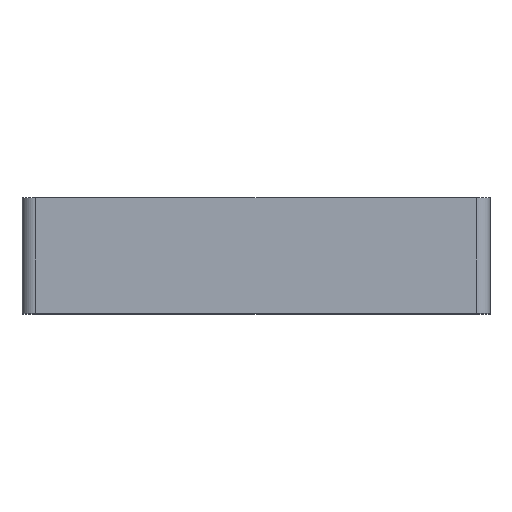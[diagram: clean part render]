
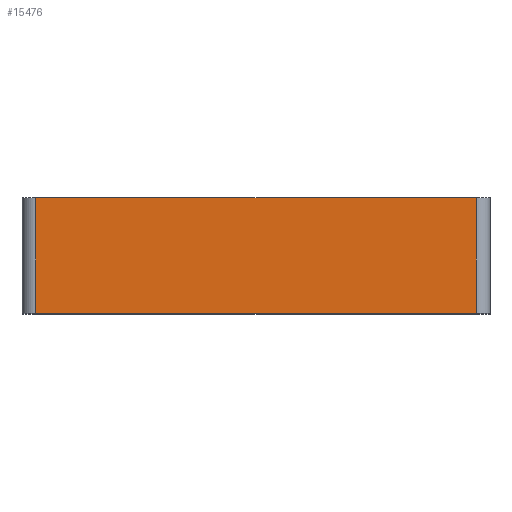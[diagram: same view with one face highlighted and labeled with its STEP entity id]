
A CAD part, top view. The second image highlights one B-rep face of the part: STEP entity #15476.
In plain terms, the highlighted planar face has unit normal (0, 0, 1).
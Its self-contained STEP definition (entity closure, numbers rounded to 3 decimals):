
#1450=PLANE('',#17199);
#2261=FACE_OUTER_BOUND('',#3587,.T.);
#3587=EDGE_LOOP('',(#14494,#14495,#14496,#14497));
#3589=LINE('',#21609,#4581);
#3593=LINE('',#21618,#4585);
#3852=LINE('',#22142,#4844);
#3857=LINE('',#22156,#4849);
#4581=VECTOR('',#17209,10.);
#4585=VECTOR('',#17217,10.);
#4844=VECTOR('',#17484,10.);
#4849=VECTOR('',#17499,10.);
#6464=VERTEX_POINT('',#21602);
#6467=VERTEX_POINT('',#21607);
#6470=VERTEX_POINT('',#21617);
#6731=VERTEX_POINT('',#22141);
#8015=EDGE_CURVE('',#6467,#6464,#3589,.T.);
#8019=EDGE_CURVE('',#6464,#6470,#3593,.T.);
#8281=EDGE_CURVE('',#6470,#6731,#3852,.T.);
#8289=EDGE_CURVE('',#6467,#6731,#3857,.T.);
#14494=ORIENTED_EDGE('',*,*,#8015,.F.);
#14495=ORIENTED_EDGE('',*,*,#8289,.T.);
#14496=ORIENTED_EDGE('',*,*,#8281,.F.);
#14497=ORIENTED_EDGE('',*,*,#8019,.F.);
#15476=ADVANCED_FACE('',(#2261),#1450,.T.);
#17199=AXIS2_PLACEMENT_3D('',#29735,#21598,#21599);
#17209=DIRECTION('',(0.,1.,0.));
#17217=DIRECTION('',(1.,0.,0.));
#17484=DIRECTION('',(0.,-1.,0.));
#17499=DIRECTION('',(1.,0.,0.));
#21598=DIRECTION('center_axis',(0.,0.,1.));
#21599=DIRECTION('ref_axis',(1.,0.,0.));
#21602=CARTESIAN_POINT('',(-16.25,8.5,22.75));
#21607=CARTESIAN_POINT('',(-16.25,0.,22.75));
#21609=CARTESIAN_POINT('',(-16.25,0.,22.75));
#21617=CARTESIAN_POINT('',(16.25,8.5,22.75));
#21618=CARTESIAN_POINT('',(-17.25,8.5,22.75));
#22141=CARTESIAN_POINT('',(16.25,0.,22.75));
#22142=CARTESIAN_POINT('',(16.25,0.,22.75));
#22156=CARTESIAN_POINT('',(-17.25,0.,22.75));
#29735=CARTESIAN_POINT('Origin',(-17.25,0.,22.75));
